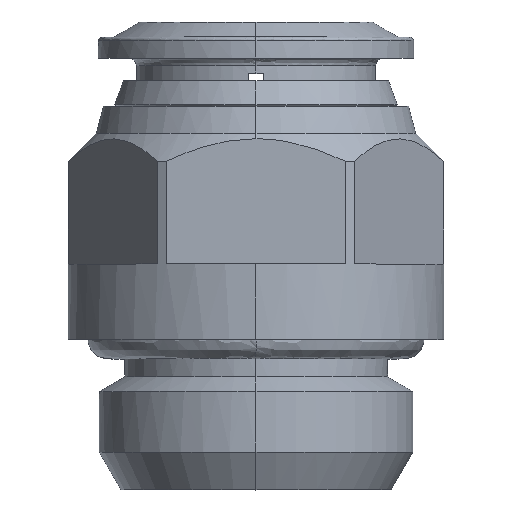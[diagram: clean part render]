
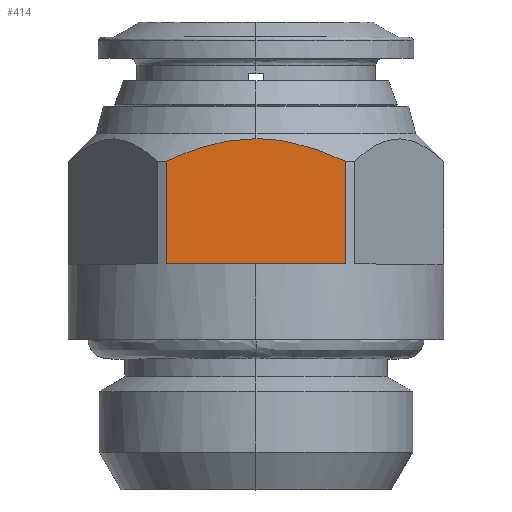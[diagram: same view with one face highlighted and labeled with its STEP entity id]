
A CAD part, top view. The second image highlights one B-rep face of the part: STEP entity #414.
In plain terms, the highlighted free-form (B-spline) face has degree [1, 1] with [2, 2] control points.
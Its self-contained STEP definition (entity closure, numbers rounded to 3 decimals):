
#22 = EDGE_CURVE ( 'NONE', #3072, #1732, #1024, .T. ) ;
#90 = VERTEX_POINT ( 'NONE', #2794 ) ;
#159 = CARTESIAN_POINT ( 'NONE',  ( 3.166, 22.886, 11. ) ) ;
#189 = CARTESIAN_POINT ( 'NONE',  ( 3.257, 22.861, 11. ) ) ;
#218 = CARTESIAN_POINT ( 'NONE',  ( -3.651, 22.746, 11. ) ) ;
#239 = CARTESIAN_POINT ( 'NONE',  ( -0.642, 23.319, 11. ) ) ;
#273 = CARTESIAN_POINT ( 'NONE',  ( 5.937, 21.832, 11. ) ) ;
#302 = ORIENTED_EDGE ( 'NONE', *, *, #2796, .T. ) ;
#377 = B_SPLINE_CURVE_WITH_KNOTS ( 'NONE', 1,
 ( #2296, #273 ),
 .UNSPECIFIED., .F., .F.,
 ( 2, 2 ),
 ( 0., 1. ),
 .UNSPECIFIED. ) ;
#414 = ADVANCED_FACE ( 'NONE', ( #4217 ), #1864, .T. ) ;
#508 = CARTESIAN_POINT ( 'NONE',  ( 3.106, 22.902, 11. ) ) ;
#549 = CARTESIAN_POINT ( 'NONE',  ( -0.256, 23.332, 11. ) ) ;
#567 = CARTESIAN_POINT ( 'NONE',  ( -4.484, 22.454, 11. ) ) ;
#597 = CARTESIAN_POINT ( 'NONE',  ( -5.451, 22.063, 11. ) ) ;
#701 = CARTESIAN_POINT ( 'NONE',  ( 5.937, 23.414, 11. ) ) ;
#721 = EDGE_CURVE ( 'NONE', #1580, #90, #377, .T. ) ;
#894 = CARTESIAN_POINT ( 'NONE',  ( 4.926, 22.281, 11. ) ) ;
#945 = CARTESIAN_POINT ( 'NONE',  ( -1.515, 23.229, 11. ) ) ;
#1024 = B_SPLINE_CURVE_WITH_KNOTS ( 'NONE', 1,
 ( #4413, #3415 ),
 .UNSPECIFIED., .F., .F.,
 ( 2, 2 ),
 ( 0., 1. ),
 .UNSPECIFIED. ) ;
#1041 = CARTESIAN_POINT ( 'NONE',  ( 5.937, 15., 11. ) ) ;
#1137 = CARTESIAN_POINT ( 'NONE',  ( -5.937, 15., 11. ) ) ;
#1149 = ORIENTED_EDGE ( 'NONE', *, *, #721, .T. ) ;
#1207 = CARTESIAN_POINT ( 'NONE',  ( 4.722, 22.362, 11. ) ) ;
#1222 = CARTESIAN_POINT ( 'NONE',  ( 4.536, 22.434, 11. ) ) ;
#1234 = CARTESIAN_POINT ( 'NONE',  ( 1.664, 23.207, 11. ) ) ;
#1268 = CARTESIAN_POINT ( 'NONE',  ( -4.977, 22.266, 11. ) ) ;
#1387 = B_SPLINE_CURVE_WITH_KNOTS ( 'NONE', 3,
 ( #1593, #549, #239, #2621, #1917, #3363, #2962, #945, #4017, #3711, #2978, #3663, #4031, #1620, #1944, #1961, #218, #4045, #2635, #3315, #2328, #567, #2990, #1268, #597, #1563 ),
 .UNSPECIFIED., .F., .F.,
 ( 4, 1, 1, 1, 2, 2, 1, 1, 1, 2, 2, 1, 1, 1, 1, 2, 2, 4 ),
 ( 0., 0.125, 0.187, 0.219, 0.234, 0.25, 0.375, 0.437, 0.469, 0.484, 0.5, 0.625, 0.687, 0.719, 0.734, 0.742, 0.75, 1. ),
 .UNSPECIFIED. ) ;
#1560 = CARTESIAN_POINT ( 'NONE',  ( 4.549, 22.429, 11. ) ) ;
#1563 = CARTESIAN_POINT ( 'NONE',  ( -5.937, 21.832, 11. ) ) ;
#1575 = CARTESIAN_POINT ( 'NONE',  ( 1.602, 23.216, 11. ) ) ;
#1580 = VERTEX_POINT ( 'NONE', #2807 ) ;
#1593 = CARTESIAN_POINT ( 'NONE',  ( 0., 23.332, 11. ) ) ;
#1620 = CARTESIAN_POINT ( 'NONE',  ( -2.985, 22.934, 11. ) ) ;
#1710 = CARTESIAN_POINT ( 'NONE',  ( -5.937, 15., 11. ) ) ;
#1732 = VERTEX_POINT ( 'NONE', #1137 ) ;
#1827 = EDGE_CURVE ( 'NONE', #1580, #1732, #4132, .T. ) ;
#1864 = B_SPLINE_SURFACE_WITH_KNOTS ( 'NONE', 1, 1, ( 
 ( #1710, #4170 ),
 ( #1041, #701 ) ),
 .UNSPECIFIED., .F., .F., .F.,
 ( 2, 2 ),
 ( 2, 2 ),
 ( 0., 1. ),
 ( 0., 1. ),
 .UNSPECIFIED. ) ;
#1872 = CARTESIAN_POINT ( 'NONE',  ( 3.469, 22.799, 11. ) ) ;
#1896 = CARTESIAN_POINT ( 'NONE',  ( 1.974, 23.158, 11. ) ) ;
#1917 = CARTESIAN_POINT ( 'NONE',  ( -1.319, 23.254, 11. ) ) ;
#1944 = CARTESIAN_POINT ( 'NONE',  ( -3.019, 22.926, 11. ) ) ;
#1961 = CARTESIAN_POINT ( 'NONE',  ( -3.288, 22.854, 11. ) ) ;
#2002 = CARTESIAN_POINT ( 'NONE',  ( 5.937, 15., 11. ) ) ;
#2106 = CARTESIAN_POINT ( 'NONE',  ( -5.937, 21.832, 11. ) ) ;
#2121 = EDGE_CURVE ( 'NONE', #3286, #3072, #1387, .T. ) ;
#2140 = B_SPLINE_CURVE_WITH_KNOTS ( 'NONE', 3,
 ( #4292, #3974, #3633, #894, #1207, #2244, #2271, #1560, #1222, #2226, #2960, #1872, #189, #159, #508, #3658, #2929, #3985, #1896, #4305, #1234, #1575, #4333, #2283, #2740, #3110 ),
 .UNSPECIFIED., .F., .F.,
 ( 4, 1, 1, 1, 1, 2, 2, 1, 1, 1, 2, 2, 1, 1, 1, 2, 2, 4 ),
 ( 0., 0.125, 0.187, 0.219, 0.234, 0.242, 0.25, 0.375, 0.438, 0.469, 0.484, 0.5, 0.625, 0.688, 0.719, 0.734, 0.75, 1. ),
 .UNSPECIFIED. ) ;
#2226 = CARTESIAN_POINT ( 'NONE',  ( 4.269, 22.535, 11. ) ) ;
#2244 = CARTESIAN_POINT ( 'NONE',  ( 4.621, 22.401, 11. ) ) ;
#2271 = CARTESIAN_POINT ( 'NONE',  ( 4.578, 22.418, 11. ) ) ;
#2283 = CARTESIAN_POINT ( 'NONE',  ( 1.024, 23.297, 11. ) ) ;
#2296 = CARTESIAN_POINT ( 'NONE',  ( 5.937, 15., 11. ) ) ;
#2328 = CARTESIAN_POINT ( 'NONE',  ( -4.452, 22.465, 11. ) ) ;
#2395 = ORIENTED_EDGE ( 'NONE', *, *, #1827, .F. ) ;
#2621 = CARTESIAN_POINT ( 'NONE',  ( -1.093, 23.279, 11. ) ) ;
#2635 = CARTESIAN_POINT ( 'NONE',  ( -4.297, 22.523, 11. ) ) ;
#2661 = CARTESIAN_POINT ( 'NONE',  ( -5.937, 15., 11. ) ) ;
#2740 = CARTESIAN_POINT ( 'NONE',  ( 0.511, 23.332, 11. ) ) ;
#2794 = CARTESIAN_POINT ( 'NONE',  ( 5.937, 21.832, 11. ) ) ;
#2796 = EDGE_CURVE ( 'NONE', #90, #3286, #2140, .T. ) ;
#2807 = CARTESIAN_POINT ( 'NONE',  ( 5.937, 15., 11. ) ) ;
#2929 = CARTESIAN_POINT ( 'NONE',  ( 2.791, 22.986, 11. ) ) ;
#2960 = CARTESIAN_POINT ( 'NONE',  ( 3.897, 22.666, 11. ) ) ;
#2962 = CARTESIAN_POINT ( 'NONE',  ( -1.481, 23.233, 11. ) ) ;
#2978 = CARTESIAN_POINT ( 'NONE',  ( -2.606, 23.029, 11. ) ) ;
#2990 = CARTESIAN_POINT ( 'NONE',  ( -4.5, 22.447, 11. ) ) ;
#3060 = CARTESIAN_POINT ( 'NONE',  ( 0., 23.332, 11. ) ) ;
#3072 = VERTEX_POINT ( 'NONE', #2106 ) ;
#3110 = CARTESIAN_POINT ( 'NONE',  ( 0., 23.332, 11. ) ) ;
#3286 = VERTEX_POINT ( 'NONE', #3060 ) ;
#3315 = CARTESIAN_POINT ( 'NONE',  ( -4.406, 22.483, 11. ) ) ;
#3363 = CARTESIAN_POINT ( 'NONE',  ( -1.416, 23.242, 11. ) ) ;
#3380 = ORIENTED_EDGE ( 'NONE', *, *, #22, .T. ) ;
#3415 = CARTESIAN_POINT ( 'NONE',  ( -5.937, 15., 11. ) ) ;
#3633 = CARTESIAN_POINT ( 'NONE',  ( 5.336, 22.109, 11. ) ) ;
#3658 = CARTESIAN_POINT ( 'NONE',  ( 3.077, 22.91, 11. ) ) ;
#3663 = CARTESIAN_POINT ( 'NONE',  ( -2.827, 22.975, 11. ) ) ;
#3711 = CARTESIAN_POINT ( 'NONE',  ( -2.166, 23.126, 11. ) ) ;
#3974 = CARTESIAN_POINT ( 'NONE',  ( 5.695, 21.947, 11. ) ) ;
#3985 = CARTESIAN_POINT ( 'NONE',  ( 2.412, 23.076, 11. ) ) ;
#4017 = CARTESIAN_POINT ( 'NONE',  ( -1.793, 23.19, 11. ) ) ;
#4031 = CARTESIAN_POINT ( 'NONE',  ( -2.922, 22.951, 11. ) ) ;
#4045 = CARTESIAN_POINT ( 'NONE',  ( -4.081, 22.601, 11. ) ) ;
#4075 = ORIENTED_EDGE ( 'NONE', *, *, #2121, .T. ) ;
#4132 = B_SPLINE_CURVE_WITH_KNOTS ( 'NONE', 1,
 ( #2002, #2661 ),
 .UNSPECIFIED., .F., .F.,
 ( 2, 2 ),
 ( 0., 1. ),
 .UNSPECIFIED. ) ;
#4170 = CARTESIAN_POINT ( 'NONE',  ( -5.937, 23.414, 11. ) ) ;
#4217 = FACE_OUTER_BOUND ( 'NONE', #4249, .T. ) ;
#4249 = EDGE_LOOP ( 'NONE', ( #1149, #302, #4075, #3380, #2395 ) ) ;
#4292 = CARTESIAN_POINT ( 'NONE',  ( 5.937, 21.832, 11. ) ) ;
#4305 = CARTESIAN_POINT ( 'NONE',  ( 1.757, 23.193, 11. ) ) ;
#4333 = CARTESIAN_POINT ( 'NONE',  ( 1.572, 23.221, 11. ) ) ;
#4413 = CARTESIAN_POINT ( 'NONE',  ( -5.937, 21.832, 11. ) ) ;
